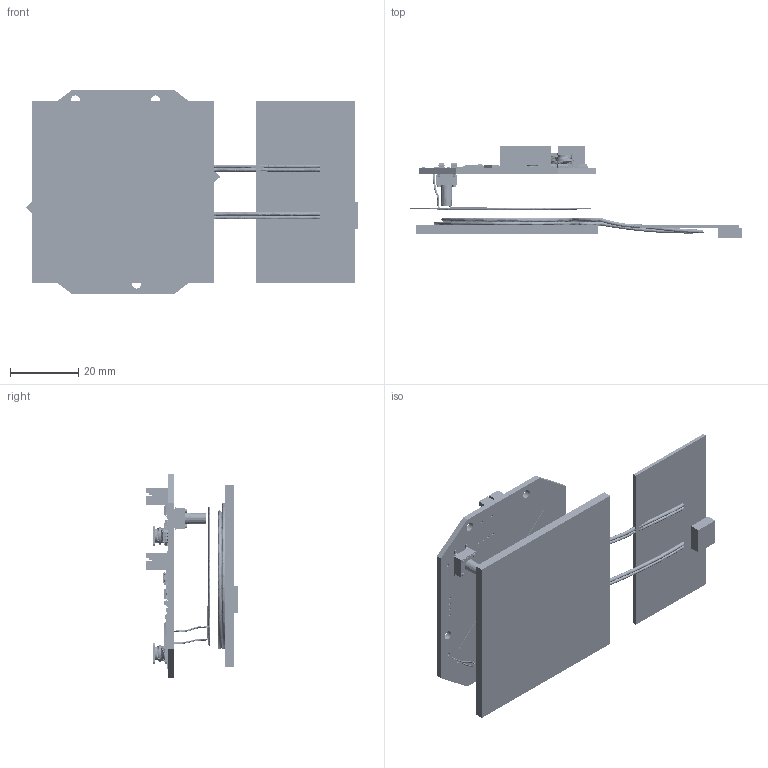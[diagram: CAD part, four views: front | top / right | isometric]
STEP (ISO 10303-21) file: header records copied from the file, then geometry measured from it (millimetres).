
FILE_DESCRIPTION (( 'STEP AP203' ), '1' );
FILE_NAME ('DDS899 DDS890.STEP', '2017-04-19T15:29:49', ( '' ), ( '' ), 'SwSTEP 2.0', 'SolidWorks 2017', '' );
FILE_SCHEMA (( 'CONFIG_CONTROL_DESIGN' ));
Length unit declared in the file: millimetre
Products named in the file (149): DEFAULT-1; R37; C31; R13; C29; R19; U5; R5; WE 760308111 tribu; cap_0805; R30; C19; C40; C37; R28; User_Library-WS-TSS_430152095836; U4; R42; C9; R33; C26; F1; C41; User_Library-LTST-C190GKT_Lens; adehesive_tapeTribu int int; C23; C7; C2; R15; User_Library-LTST-C190GKT_Pad005; C14; C12; R11; R17; C36; R21; B2B-PH-SM4-TB; P3; P4; R3 ...
Assembly tree (240 placements, depth 6):
  DDS899 DDS890
    WE 760308111 tribu
      Ferrite_Shielding tribu
      turns tribu
    scheda trasm
    DDS890
      Board
      U4
        User_Library-QFN-24_3X3
      C39
        cap_0805
      C38
        cap_0805
      P1
        B2B-PH-SM4-TB
      C37
        cap_0805
      C1
        cap_0805
      C2
        res_0603
      C3
        cap_0805
      C4
        res_0603
      C5
        cap_0805
      C6
        cap_0805
      C7
        cap_0805
      C8
        cap_0805
      C9
        cap_0805
      C10
        cap_0805
      C11
        res_0603
      C12
        res_0603
      C13
        cap_0805
      C14
        res_0603
      C15
        res_0603
      C16
        cap_0805
      C17
        res_0603
      C18
        res_0603
      C19
        res_0603
      C20
        cap_0805
      C21
        cap_0805
      C22
Bounding box: 97.5 x 27.23 x 60 mm (x, y, z)
Volume: 17153.8 mm3; surface area: 37644 mm2
Topology: 358 solids, 370 shells, 10887 faces, 26514 edges, 16801 vertices
Faces by surface type: plane 5841, bspline 4040, cylinder 972, cone 34
Entity records: 132639 total; most frequent: CARTESIAN_POINT 46692, ORIENTED_EDGE 14708, DIRECTION 13043, EDGE_CURVE 7362, LINE 4775, VECTOR 4775, VERTEX_POINT 4685, AXIS2_PLACEMENT_3D 4134
